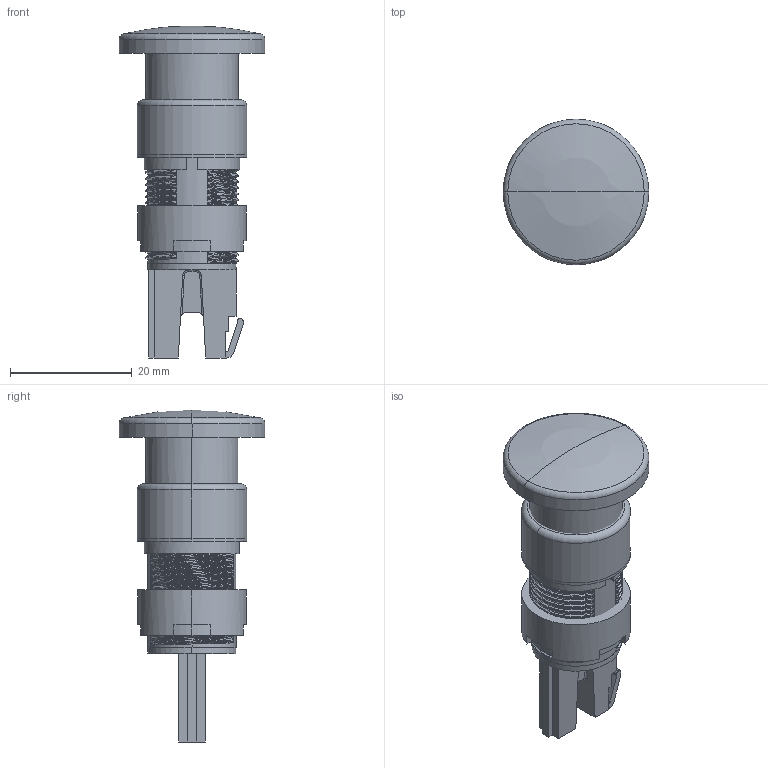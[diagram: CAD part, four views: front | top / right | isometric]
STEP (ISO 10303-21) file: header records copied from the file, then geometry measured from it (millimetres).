
FILE_DESCRIPTION((''),'2;1');
FILE_NAME('A01ES-DM','2016-03-01T',('snouilhan'),(''),'CREO PARAMETRIC BY PTC INC, 2015380','CREO PARAMETRIC BY PTC INC, 2015380','');
FILE_SCHEMA(('CONFIG_CONTROL_DESIGN'));
Length unit declared in the file: millimetre
Products named in the file (1): A01ES-DM
Bounding box: 24 x 24 x 54.65 mm (x, y, z)
Surface area: 6018.8 mm2 (no closed solid volume)
Topology: 0 solids, 9 shells, 252 faces, 911 edges, 630 vertices
Faces by surface type: plane 103, bspline 86, cylinder 53, torus 8, sphere 2
Entity records: 31662 total; most frequent: CARTESIAN_POINT 24934, ORIENTED_EDGE 1538, DIRECTION 1008, EDGE_CURVE 905, VERTEX_POINT 630, B_SPLINE_CURVE_WITH_KNOTS 388, VECTOR 358, LINE 358
